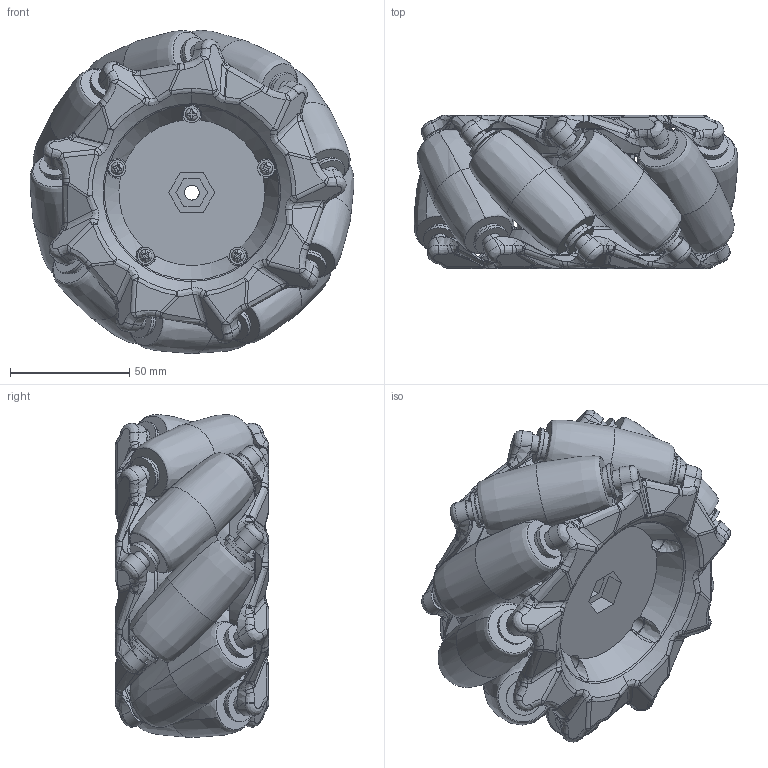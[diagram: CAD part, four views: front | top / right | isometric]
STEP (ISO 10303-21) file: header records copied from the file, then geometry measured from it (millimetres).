
FILE_DESCRIPTION(('FreeCAD Model'),'2;1');
FILE_NAME('Open CASCADE Shape Model','2025-05-02T23:39:52',('FreeCAD'),( 'FreeCAD'),'Open CASCADE STEP processor 7.6','FreeCAD','Unknown');
FILE_SCHEMA(('AUTOMOTIVE_DESIGN { 1 0 10303 214 1 1 1 1 }'));
Products named in the file (1): Open CASCADE STEP translator 7.6 1
Bounding box: 136.11 x 64.38 x 135.79 mm (x, y, z)
Volume: 361599.4 mm3; surface area: 135611.7 mm2
Topology: 12 solids, 12 shells, 2594 faces, 6527 edges, 3758 vertices
Faces by surface type: bspline 2594
Entity records: 113321 total; most frequent: CARTESIAN_POINT 78360, ORIENTED_EDGE 12582, EDGE_CURVE 6291, VERTEX_POINT 3758, B_SPLINE_CURVE_WITH_KNOTS 3572, FACE_BOUND 2693, EDGE_LOOP 2693, ADVANCED_FACE 2594
